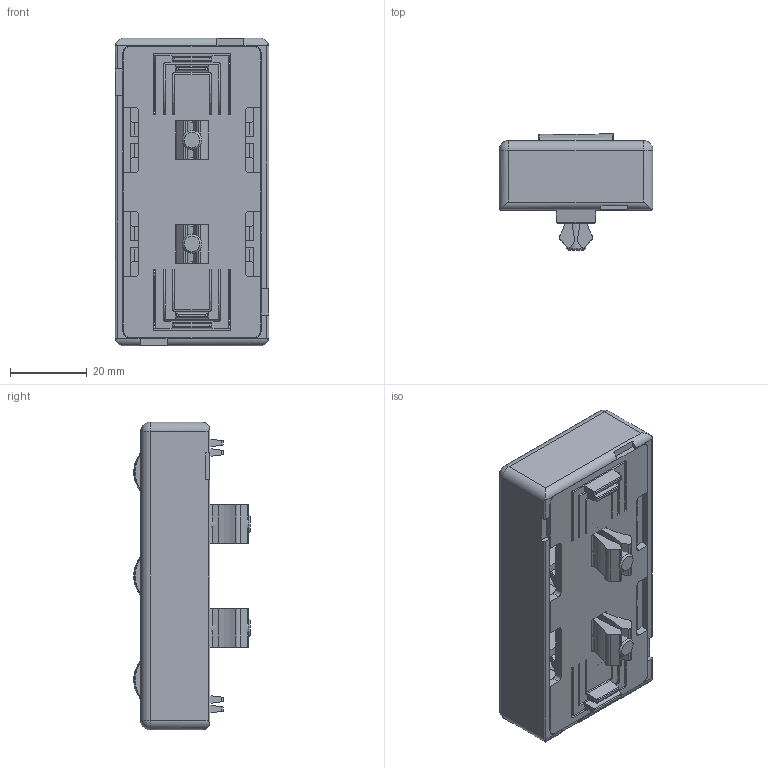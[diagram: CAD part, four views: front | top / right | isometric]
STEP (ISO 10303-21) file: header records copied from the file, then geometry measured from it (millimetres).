
FILE_DESCRIPTION(/* description */ ('STEP AP214'),/* implementation_level */ '2;1');
FILE_NAME(/* name */ '09309302',/* time_stamp */ '2022-08-25T12:13:42+02:00',/* author */ ('License CC BY-ND 4.0'),/* organization */ ('CADENAS'),/* preprocessor_version */ 'ST-DEVELOPER v18.102',/* originating_system */ 'PARTsolutions',/* authorisation */ ' ');
FILE_SCHEMA (('AUTOMOTIVE_DESIGN {1 0 10303 214 3 1 1}'));
Length unit declared in the file: millimetre
Products named in the file (5): 09309302; 09309302_roller; 09309302_screw; 09309302_up_cas; 09309302_do_cas
Assembly tree (7 placements, depth 2):
  09309302
    09309302_roller  x3
    09309302_screw  x2
    09309302_up_cas
    09309302_do_cas
Bounding box: 40 x 30.33 x 80 mm (x, y, z)
Volume: 37291.8 mm3; surface area: 36701 mm2
Topology: 7 solids, 7 shells, 700 faces, 1967 edges, 1267 vertices
Faces by surface type: plane 442, cylinder 174, torus 56, cone 21, sphere 7
Full cylindrical faces by diameter (mm): 4.4 x2, 4.7 x6, 5 x2, 5.2 x2, 8.5 x4
Entity records: 17762 total; most frequent: CARTESIAN_POINT 3363, ORIENTED_EDGE 3054, DIRECTION 2858, EDGE_CURVE 1527, LINE 1124, VECTOR 1124, VERTEX_POINT 1000, AXIS2_PLACEMENT_3D 867
